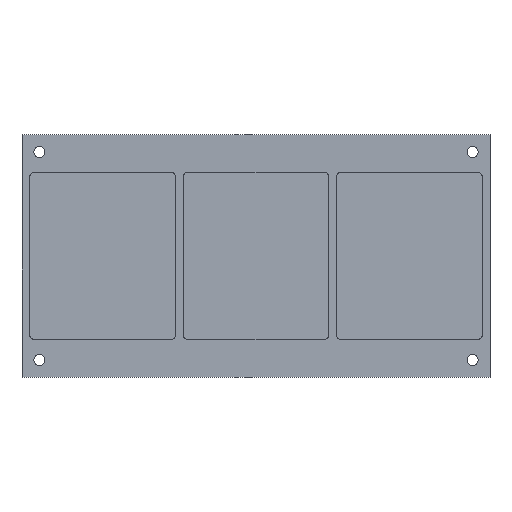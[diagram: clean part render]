
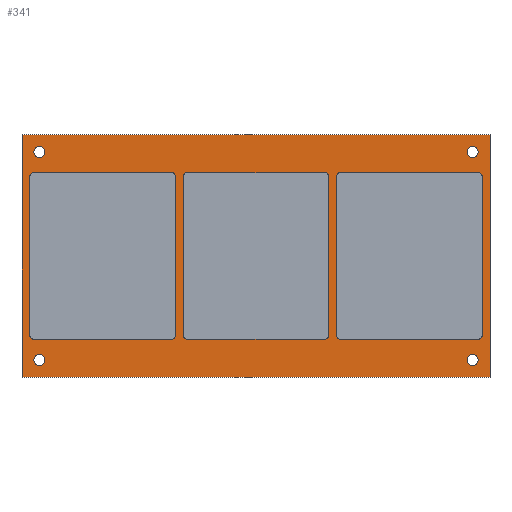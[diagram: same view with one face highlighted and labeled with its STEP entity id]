
A CAD part, top view. The second image highlights one B-rep face of the part: STEP entity #341.
In plain terms, the highlighted planar face has unit normal (0, 0, 1).
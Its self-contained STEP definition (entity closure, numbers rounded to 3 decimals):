
#341=ADVANCED_FACE('',(#519,#520,#521,#522,#523,#524,#525,#526),#378,.T.);
#378=PLANE('',#981);
#399=LINE('',#1243,#459);
#400=LINE('',#1246,#460);
#401=LINE('',#1248,#461);
#402=LINE('',#1250,#462);
#403=LINE('',#1251,#463);
#404=LINE('',#1256,#464);
#405=LINE('',#1260,#465);
#406=LINE('',#1264,#466);
#407=LINE('',#1267,#467);
#408=LINE('',#1272,#468);
#409=LINE('',#1276,#469);
#410=LINE('',#1280,#470);
#411=LINE('',#1283,#471);
#412=LINE('',#1288,#472);
#413=LINE('',#1292,#473);
#414=LINE('',#1296,#474);
#459=VECTOR('',#1044,1.);
#460=VECTOR('',#1045,1.);
#461=VECTOR('',#1046,1.);
#462=VECTOR('',#1047,1.);
#463=VECTOR('',#1048,1.);
#464=VECTOR('',#1051,1.);
#465=VECTOR('',#1054,1.);
#466=VECTOR('',#1057,1.);
#467=VECTOR('',#1060,1.);
#468=VECTOR('',#1063,1.);
#469=VECTOR('',#1066,1.);
#470=VECTOR('',#1069,1.);
#471=VECTOR('',#1072,1.);
#472=VECTOR('',#1075,1.);
#473=VECTOR('',#1078,1.);
#474=VECTOR('',#1081,1.);
#519=FACE_BOUND('',#540,.T.);
#520=FACE_BOUND('',#541,.T.);
#521=FACE_BOUND('',#542,.T.);
#522=FACE_BOUND('',#543,.T.);
#523=FACE_BOUND('',#544,.T.);
#524=FACE_BOUND('',#545,.T.);
#525=FACE_BOUND('',#546,.T.);
#526=FACE_BOUND('',#547,.T.);
#540=EDGE_LOOP('',(#592));
#541=EDGE_LOOP('',(#593));
#542=EDGE_LOOP('',(#594));
#543=EDGE_LOOP('',(#595));
#544=EDGE_LOOP('',(#596,#597,#598,#599));
#545=EDGE_LOOP('',(#600,#601,#602,#603,#604,#605,#606,#607));
#546=EDGE_LOOP('',(#608,#609,#610,#611,#612,#613,#614,#615));
#547=EDGE_LOOP('',(#616,#617,#618,#619,#620,#621,#622,#623));
#592=ORIENTED_EDGE('',*,*,#840,.T.);
#593=ORIENTED_EDGE('',*,*,#841,.T.);
#594=ORIENTED_EDGE('',*,*,#842,.T.);
#595=ORIENTED_EDGE('',*,*,#843,.T.);
#596=ORIENTED_EDGE('',*,*,#844,.T.);
#597=ORIENTED_EDGE('',*,*,#845,.T.);
#598=ORIENTED_EDGE('',*,*,#846,.T.);
#599=ORIENTED_EDGE('',*,*,#847,.T.);
#600=ORIENTED_EDGE('',*,*,#848,.T.);
#601=ORIENTED_EDGE('',*,*,#849,.T.);
#602=ORIENTED_EDGE('',*,*,#850,.T.);
#603=ORIENTED_EDGE('',*,*,#851,.T.);
#604=ORIENTED_EDGE('',*,*,#852,.T.);
#605=ORIENTED_EDGE('',*,*,#853,.T.);
#606=ORIENTED_EDGE('',*,*,#854,.T.);
#607=ORIENTED_EDGE('',*,*,#855,.T.);
#608=ORIENTED_EDGE('',*,*,#856,.T.);
#609=ORIENTED_EDGE('',*,*,#857,.T.);
#610=ORIENTED_EDGE('',*,*,#858,.T.);
#611=ORIENTED_EDGE('',*,*,#859,.T.);
#612=ORIENTED_EDGE('',*,*,#860,.T.);
#613=ORIENTED_EDGE('',*,*,#861,.T.);
#614=ORIENTED_EDGE('',*,*,#862,.T.);
#615=ORIENTED_EDGE('',*,*,#863,.T.);
#616=ORIENTED_EDGE('',*,*,#864,.T.);
#617=ORIENTED_EDGE('',*,*,#865,.T.);
#618=ORIENTED_EDGE('',*,*,#866,.T.);
#619=ORIENTED_EDGE('',*,*,#867,.T.);
#620=ORIENTED_EDGE('',*,*,#868,.T.);
#621=ORIENTED_EDGE('',*,*,#869,.T.);
#622=ORIENTED_EDGE('',*,*,#870,.T.);
#623=ORIENTED_EDGE('',*,*,#871,.T.);
#776=VERTEX_POINT('',#1236);
#777=VERTEX_POINT('',#1238);
#778=VERTEX_POINT('',#1240);
#779=VERTEX_POINT('',#1242);
#780=VERTEX_POINT('',#1244);
#781=VERTEX_POINT('',#1245);
#782=VERTEX_POINT('',#1247);
#783=VERTEX_POINT('',#1249);
#784=VERTEX_POINT('',#1252);
#785=VERTEX_POINT('',#1253);
#786=VERTEX_POINT('',#1255);
#787=VERTEX_POINT('',#1257);
#788=VERTEX_POINT('',#1259);
#789=VERTEX_POINT('',#1261);
#790=VERTEX_POINT('',#1263);
#791=VERTEX_POINT('',#1265);
#792=VERTEX_POINT('',#1268);
#793=VERTEX_POINT('',#1269);
#794=VERTEX_POINT('',#1271);
#795=VERTEX_POINT('',#1273);
#796=VERTEX_POINT('',#1275);
#797=VERTEX_POINT('',#1277);
#798=VERTEX_POINT('',#1279);
#799=VERTEX_POINT('',#1281);
#800=VERTEX_POINT('',#1284);
#801=VERTEX_POINT('',#1285);
#802=VERTEX_POINT('',#1287);
#803=VERTEX_POINT('',#1289);
#804=VERTEX_POINT('',#1291);
#805=VERTEX_POINT('',#1293);
#806=VERTEX_POINT('',#1295);
#807=VERTEX_POINT('',#1297);
#840=EDGE_CURVE('',#776,#776,#932,.T.);
#841=EDGE_CURVE('',#777,#777,#933,.T.);
#842=EDGE_CURVE('',#778,#778,#934,.T.);
#843=EDGE_CURVE('',#779,#779,#935,.T.);
#844=EDGE_CURVE('',#780,#781,#399,.T.);
#845=EDGE_CURVE('',#781,#782,#400,.T.);
#846=EDGE_CURVE('',#782,#783,#401,.T.);
#847=EDGE_CURVE('',#783,#780,#402,.T.);
#848=EDGE_CURVE('',#784,#785,#403,.T.);
#849=EDGE_CURVE('',#785,#786,#936,.T.);
#850=EDGE_CURVE('',#786,#787,#404,.T.);
#851=EDGE_CURVE('',#787,#788,#937,.T.);
#852=EDGE_CURVE('',#788,#789,#405,.T.);
#853=EDGE_CURVE('',#789,#790,#938,.T.);
#854=EDGE_CURVE('',#790,#791,#406,.T.);
#855=EDGE_CURVE('',#791,#784,#939,.T.);
#856=EDGE_CURVE('',#792,#793,#407,.T.);
#857=EDGE_CURVE('',#793,#794,#940,.T.);
#858=EDGE_CURVE('',#794,#795,#408,.T.);
#859=EDGE_CURVE('',#795,#796,#941,.T.);
#860=EDGE_CURVE('',#796,#797,#409,.T.);
#861=EDGE_CURVE('',#797,#798,#942,.T.);
#862=EDGE_CURVE('',#798,#799,#410,.T.);
#863=EDGE_CURVE('',#799,#792,#943,.T.);
#864=EDGE_CURVE('',#800,#801,#411,.T.);
#865=EDGE_CURVE('',#801,#802,#944,.T.);
#866=EDGE_CURVE('',#802,#803,#412,.T.);
#867=EDGE_CURVE('',#803,#804,#945,.T.);
#868=EDGE_CURVE('',#804,#805,#413,.T.);
#869=EDGE_CURVE('',#805,#806,#946,.T.);
#870=EDGE_CURVE('',#806,#807,#414,.T.);
#871=EDGE_CURVE('',#807,#800,#947,.T.);
#932=CIRCLE('',#965,1.588);
#933=CIRCLE('',#966,1.588);
#934=CIRCLE('',#967,1.588);
#935=CIRCLE('',#968,1.588);
#936=CIRCLE('',#969,1.);
#937=CIRCLE('',#970,1.);
#938=CIRCLE('',#971,1.);
#939=CIRCLE('',#972,1.);
#940=CIRCLE('',#973,1.);
#941=CIRCLE('',#974,1.);
#942=CIRCLE('',#975,1.);
#943=CIRCLE('',#976,1.);
#944=CIRCLE('',#977,1.);
#945=CIRCLE('',#978,1.);
#946=CIRCLE('',#979,1.);
#947=CIRCLE('',#980,1.);
#965=AXIS2_PLACEMENT_3D('',#1235,#1036,#1037);
#966=AXIS2_PLACEMENT_3D('',#1237,#1038,#1039);
#967=AXIS2_PLACEMENT_3D('',#1239,#1040,#1041);
#968=AXIS2_PLACEMENT_3D('',#1241,#1042,#1043);
#969=AXIS2_PLACEMENT_3D('',#1254,#1049,#1050);
#970=AXIS2_PLACEMENT_3D('',#1258,#1052,#1053);
#971=AXIS2_PLACEMENT_3D('',#1262,#1055,#1056);
#972=AXIS2_PLACEMENT_3D('',#1266,#1058,#1059);
#973=AXIS2_PLACEMENT_3D('',#1270,#1061,#1062);
#974=AXIS2_PLACEMENT_3D('',#1274,#1064,#1065);
#975=AXIS2_PLACEMENT_3D('',#1278,#1067,#1068);
#976=AXIS2_PLACEMENT_3D('',#1282,#1070,#1071);
#977=AXIS2_PLACEMENT_3D('',#1286,#1073,#1074);
#978=AXIS2_PLACEMENT_3D('',#1290,#1076,#1077);
#979=AXIS2_PLACEMENT_3D('',#1294,#1079,#1080);
#980=AXIS2_PLACEMENT_3D('',#1298,#1082,#1083);
#981=AXIS2_PLACEMENT_3D('',#1299,#1084,#1085);
#1036=DIRECTION('',(0.,0.,-1.));
#1037=DIRECTION('',(-1.,0.,0.));
#1038=DIRECTION('',(0.,0.,-1.));
#1039=DIRECTION('',(-1.,0.,0.));
#1040=DIRECTION('',(0.,0.,-1.));
#1041=DIRECTION('',(-1.,0.,0.));
#1042=DIRECTION('',(0.,0.,-1.));
#1043=DIRECTION('',(-1.,0.,0.));
#1044=DIRECTION('',(0.,-1.,0.));
#1045=DIRECTION('',(1.,0.,0.));
#1046=DIRECTION('',(0.,1.,0.));
#1047=DIRECTION('',(-1.,0.,0.));
#1048=DIRECTION('',(0.,-1.,0.));
#1049=DIRECTION('',(0.,0.,-1.));
#1050=DIRECTION('',(1.,0.,0.));
#1051=DIRECTION('',(-1.,0.,0.));
#1052=DIRECTION('',(0.,0.,-1.));
#1053=DIRECTION('',(1.,0.,0.));
#1054=DIRECTION('',(0.,1.,0.));
#1055=DIRECTION('',(0.,0.,-1.));
#1056=DIRECTION('',(1.,0.,0.));
#1057=DIRECTION('',(1.,0.,0.));
#1058=DIRECTION('',(0.,0.,-1.));
#1059=DIRECTION('',(1.,0.,0.));
#1060=DIRECTION('',(0.,-1.,0.));
#1061=DIRECTION('',(0.,0.,-1.));
#1062=DIRECTION('',(1.,0.,0.));
#1063=DIRECTION('',(-1.,0.,0.));
#1064=DIRECTION('',(0.,0.,-1.));
#1065=DIRECTION('',(1.,0.,0.));
#1066=DIRECTION('',(0.,1.,0.));
#1067=DIRECTION('',(0.,0.,-1.));
#1068=DIRECTION('',(1.,0.,0.));
#1069=DIRECTION('',(1.,0.,0.));
#1070=DIRECTION('',(0.,0.,-1.));
#1071=DIRECTION('',(1.,0.,0.));
#1072=DIRECTION('',(0.,-1.,0.));
#1073=DIRECTION('',(0.,0.,-1.));
#1074=DIRECTION('',(1.,0.,0.));
#1075=DIRECTION('',(-1.,0.,0.));
#1076=DIRECTION('',(0.,0.,-1.));
#1077=DIRECTION('',(1.,0.,0.));
#1078=DIRECTION('',(0.,1.,0.));
#1079=DIRECTION('',(0.,0.,-1.));
#1080=DIRECTION('',(1.,0.,0.));
#1081=DIRECTION('',(1.,0.,0.));
#1082=DIRECTION('',(0.,0.,-1.));
#1083=DIRECTION('',(1.,0.,0.));
#1084=DIRECTION('',(0.,0.,1.));
#1085=DIRECTION('',(1.,0.,0.));
#1235=CARTESIAN_POINT('',(130.,65.,12.7));
#1236=CARTESIAN_POINT('',(128.413,65.,12.7));
#1237=CARTESIAN_POINT('',(130.,5.,12.7));
#1238=CARTESIAN_POINT('',(128.413,5.,12.7));
#1239=CARTESIAN_POINT('',(5.,65.,12.7));
#1240=CARTESIAN_POINT('',(3.412,65.,12.7));
#1241=CARTESIAN_POINT('',(5.,5.,12.7));
#1242=CARTESIAN_POINT('',(3.413,5.,12.7));
#1243=CARTESIAN_POINT('',(0.,70.,12.7));
#1244=CARTESIAN_POINT('',(0.,70.,12.7));
#1245=CARTESIAN_POINT('',(0.,0.,12.7));
#1246=CARTESIAN_POINT('',(0.,0.,12.7));
#1247=CARTESIAN_POINT('',(135.,0.,12.7));
#1248=CARTESIAN_POINT('',(135.,0.,12.7));
#1249=CARTESIAN_POINT('',(135.,70.,12.7));
#1250=CARTESIAN_POINT('',(135.,70.,12.7));
#1251=CARTESIAN_POINT('',(132.75,59.,12.7));
#1252=CARTESIAN_POINT('',(132.75,58.,12.7));
#1253=CARTESIAN_POINT('',(132.75,12.,12.7));
#1254=CARTESIAN_POINT('',(131.75,12.,12.7));
#1255=CARTESIAN_POINT('',(131.75,11.,12.7));
#1256=CARTESIAN_POINT('',(132.75,11.,12.7));
#1257=CARTESIAN_POINT('',(91.75,11.,12.7));
#1258=CARTESIAN_POINT('',(91.75,12.,12.7));
#1259=CARTESIAN_POINT('',(90.75,12.,12.7));
#1260=CARTESIAN_POINT('',(90.75,11.,12.7));
#1261=CARTESIAN_POINT('',(90.75,58.,12.7));
#1262=CARTESIAN_POINT('',(91.75,58.,12.7));
#1263=CARTESIAN_POINT('',(91.75,59.,12.7));
#1264=CARTESIAN_POINT('',(90.75,59.,12.7));
#1265=CARTESIAN_POINT('',(131.75,59.,12.7));
#1266=CARTESIAN_POINT('',(131.75,58.,12.7));
#1267=CARTESIAN_POINT('',(88.5,59.,12.7));
#1268=CARTESIAN_POINT('',(88.5,58.,12.7));
#1269=CARTESIAN_POINT('',(88.5,12.,12.7));
#1270=CARTESIAN_POINT('',(87.5,12.,12.7));
#1271=CARTESIAN_POINT('',(87.5,11.,12.7));
#1272=CARTESIAN_POINT('',(88.5,11.,12.7));
#1273=CARTESIAN_POINT('',(47.5,11.,12.7));
#1274=CARTESIAN_POINT('',(47.5,12.,12.7));
#1275=CARTESIAN_POINT('',(46.5,12.,12.7));
#1276=CARTESIAN_POINT('',(46.5,11.,12.7));
#1277=CARTESIAN_POINT('',(46.5,58.,12.7));
#1278=CARTESIAN_POINT('',(47.5,58.,12.7));
#1279=CARTESIAN_POINT('',(47.5,59.,12.7));
#1280=CARTESIAN_POINT('',(46.5,59.,12.7));
#1281=CARTESIAN_POINT('',(87.5,59.,12.7));
#1282=CARTESIAN_POINT('',(87.5,58.,12.7));
#1283=CARTESIAN_POINT('',(44.25,59.,12.7));
#1284=CARTESIAN_POINT('',(44.25,58.,12.7));
#1285=CARTESIAN_POINT('',(44.25,12.,12.7));
#1286=CARTESIAN_POINT('',(43.25,12.,12.7));
#1287=CARTESIAN_POINT('',(43.25,11.,12.7));
#1288=CARTESIAN_POINT('',(44.25,11.,12.7));
#1289=CARTESIAN_POINT('',(3.25,11.,12.7));
#1290=CARTESIAN_POINT('',(3.25,12.,12.7));
#1291=CARTESIAN_POINT('',(2.25,12.,12.7));
#1292=CARTESIAN_POINT('',(2.25,11.,12.7));
#1293=CARTESIAN_POINT('',(2.25,58.,12.7));
#1294=CARTESIAN_POINT('',(3.25,58.,12.7));
#1295=CARTESIAN_POINT('',(3.25,59.,12.7));
#1296=CARTESIAN_POINT('',(2.25,59.,12.7));
#1297=CARTESIAN_POINT('',(43.25,59.,12.7));
#1298=CARTESIAN_POINT('',(43.25,58.,12.7));
#1299=CARTESIAN_POINT('',(0.,0.,12.7));
